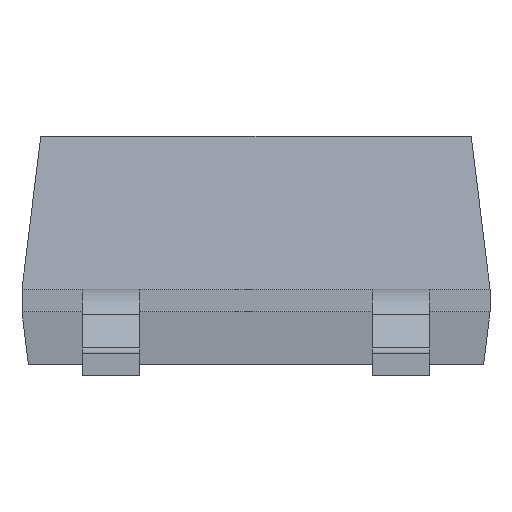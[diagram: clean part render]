
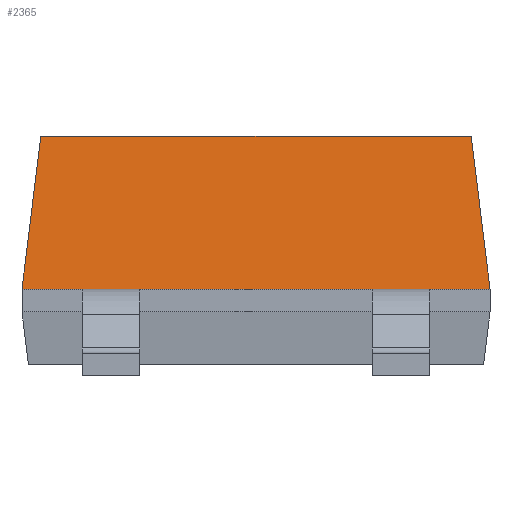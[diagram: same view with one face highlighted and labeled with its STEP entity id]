
A CAD part, left-side view. The second image highlights one B-rep face of the part: STEP entity #2365.
In plain terms, the highlighted planar face has unit normal (-0.993, 0, 0.122).
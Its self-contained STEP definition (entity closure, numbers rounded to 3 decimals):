
#2300=CARTESIAN_POINT('',(-2.161,1.886,2.1));
#2301=VERTEX_POINT('',#2300);
#2308=CARTESIAN_POINT('',(-2.161,-1.886,2.1));
#2309=VERTEX_POINT('',#2308);
#2310=CARTESIAN_POINT('',(-2.161,-1.886,2.1));
#2311=DIRECTION('',(0.0,1.0,0.0));
#2312=VECTOR('',#2311,3.771);
#2313=LINE('',#2310,#2312);
#2314=EDGE_CURVE('',#2309,#2301,#2313,.T.);
#2335=CARTESIAN_POINT('',(-2.23,-0.975,1.53));
#2336=DIRECTION('',(-0.993,0.0,0.122));
#2337=DIRECTION('',(0.122,0.0,0.993));
#2338=AXIS2_PLACEMENT_3D('',#2335,#2336,#2337);
#2339=PLANE('',#2338);
#2340=ORIENTED_EDGE('',*,*,#2314,.T.);
#2341=CARTESIAN_POINT('',(-2.325,2.05,0.76));
#2342=VERTEX_POINT('',#2341);
#2343=CARTESIAN_POINT('',(-2.161,1.886,2.1));
#2344=DIRECTION('',(-0.121,0.121,-0.985));
#2345=VECTOR('',#2344,1.36);
#2346=LINE('',#2343,#2345);
#2347=EDGE_CURVE('',#2301,#2342,#2346,.T.);
#2348=ORIENTED_EDGE('',*,*,#2347,.T.);
#2349=CARTESIAN_POINT('',(-2.325,-2.05,0.76));
#2350=VERTEX_POINT('',#2349);
#2351=CARTESIAN_POINT('',(-2.325,2.05,0.76));
#2352=DIRECTION('',(0.0,-1.0,0.0));
#2353=VECTOR('',#2352,4.1);
#2354=LINE('',#2351,#2353);
#2355=EDGE_CURVE('',#2342,#2350,#2354,.T.);
#2356=ORIENTED_EDGE('',*,*,#2355,.T.);
#2357=CARTESIAN_POINT('',(-2.161,-1.886,2.1));
#2358=DIRECTION('',(-0.121,-0.121,-0.985));
#2359=VECTOR('',#2358,1.36);
#2360=LINE('',#2357,#2359);
#2361=EDGE_CURVE('',#2309,#2350,#2360,.T.);
#2362=ORIENTED_EDGE('',*,*,#2361,.F.);
#2363=EDGE_LOOP('',(#2340,#2348,#2356,#2362));
#2364=FACE_OUTER_BOUND('',#2363,.T.);
#2365=ADVANCED_FACE('',(#2364),#2339,.T.);
